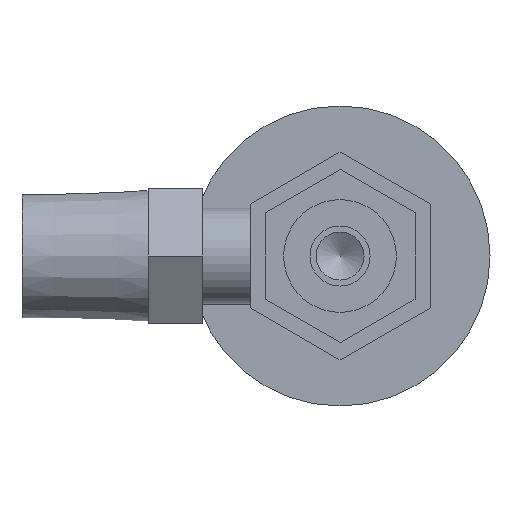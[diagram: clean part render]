
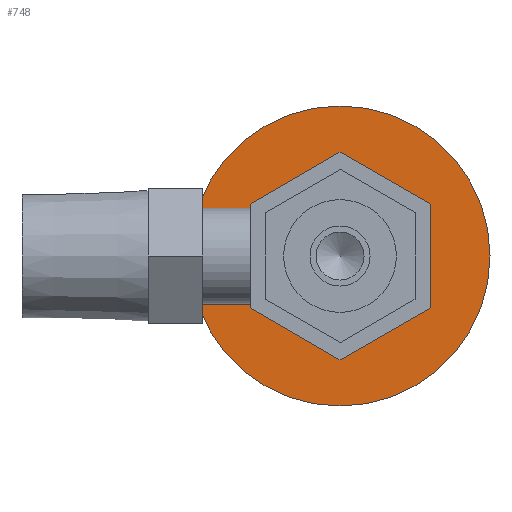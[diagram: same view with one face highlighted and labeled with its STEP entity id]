
A CAD part, left-side view. The second image highlights one B-rep face of the part: STEP entity #748.
In plain terms, the highlighted planar face has unit normal (-1, 0, 0).
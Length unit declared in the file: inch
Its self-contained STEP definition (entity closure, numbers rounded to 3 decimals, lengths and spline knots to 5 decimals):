
#174=PLANE('',#844);
#198=FACE_BOUND('',#348,.T.);
#222=CIRCLE('',#836,0.625);
#224=CIRCLE('',#843,0.375);
#274=FACE_OUTER_BOUND('',#347,.T.);
#347=EDGE_LOOP('',(#687));
#348=EDGE_LOOP('',(#688));
#416=VERTEX_POINT('',#1324);
#418=VERTEX_POINT('',#1333);
#506=EDGE_CURVE('',#416,#416,#222,.T.);
#508=EDGE_CURVE('',#418,#418,#224,.T.);
#687=ORIENTED_EDGE('',*,*,#506,.F.);
#688=ORIENTED_EDGE('',*,*,#508,.T.);
#748=ADVANCED_FACE('',(#274,#198),#174,.T.);
#836=AXIS2_PLACEMENT_3D('',#1325,#1041,#1042);
#843=AXIS2_PLACEMENT_3D('',#1334,#1055,#1056);
#844=AXIS2_PLACEMENT_3D('',#1335,#1057,#1058);
#1041=DIRECTION('center_axis',(1.,0.,0.));
#1042=DIRECTION('ref_axis',(0.,0.,-1.));
#1055=DIRECTION('center_axis',(1.,0.,0.));
#1056=DIRECTION('ref_axis',(0.,0.,-1.));
#1057=DIRECTION('center_axis',(-1.,0.,0.));
#1058=DIRECTION('ref_axis',(0.,0.,1.));
#1324=CARTESIAN_POINT('',(-2.5525,0.625,0.));
#1325=CARTESIAN_POINT('Origin',(-2.5525,0.,0.));
#1333=CARTESIAN_POINT('',(-2.5525,0.375,0.));
#1334=CARTESIAN_POINT('Origin',(-2.5525,0.,0.));
#1335=CARTESIAN_POINT('Origin',(-2.5525,0.625,0.));
